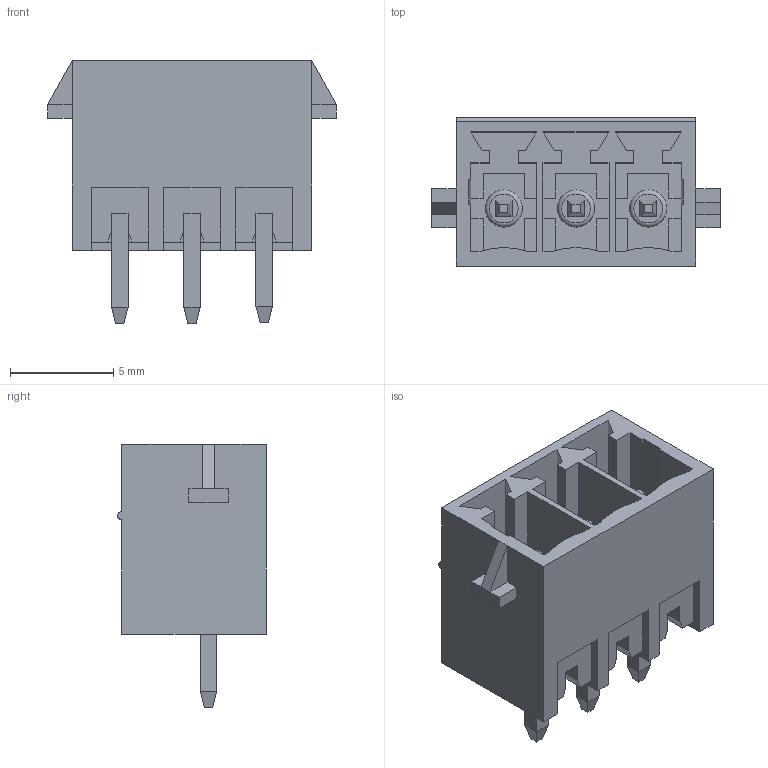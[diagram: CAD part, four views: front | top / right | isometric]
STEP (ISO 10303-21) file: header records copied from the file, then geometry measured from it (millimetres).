
FILE_DESCRIPTION( ( 'Unknown' ), '1' );
FILE_NAME( '691305130003.stp', 'Unknown', ( 'Unknown' ), ( 'Unknown' ), 'PSStep 18.0.17', 'Unknown', ' ' );
FILE_SCHEMA( ( 'AUTOMOTIVE_DESIGN { 1 0 10303 214 1 1 1 1 }' ) );
Length unit declared in the file: millimetre
Products named in the file (3): Assem1; 6913051300xx_PIN; 691305130003
Assembly tree (4 placements, depth 2):
  Assem1
    6913051300xx_PIN  x3
    691305130003
Bounding box: 14 x 7.2 x 12.75 mm (x, y, z)
Volume: 367.8 mm3; surface area: 1217.2 mm2
Topology: 4 solids, 4 shells, 203 faces, 544 edges, 352 vertices
Faces by surface type: plane 193, cylinder 7, torus 3
Full cylindrical faces by diameter (mm): 1.8 x3
Entity records: 6922 total; most frequent: CARTESIAN_POINT 976, ORIENTED_EDGE 958, DIRECTION 862, EDGE_CURVE 479, LINE 456, VECTOR 456, VERTEX_POINT 317, AXIS2_PLACEMENT_3D 203
